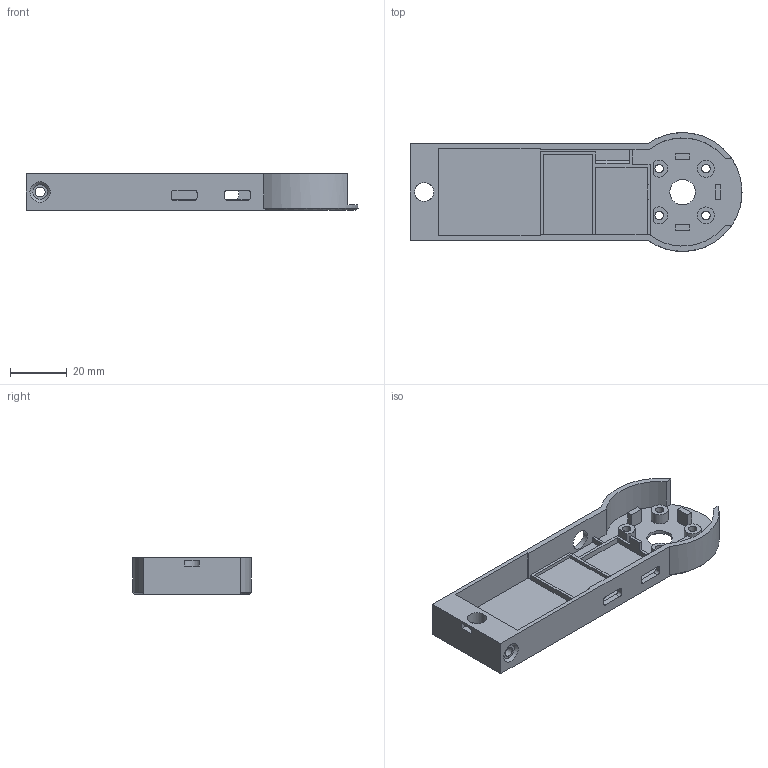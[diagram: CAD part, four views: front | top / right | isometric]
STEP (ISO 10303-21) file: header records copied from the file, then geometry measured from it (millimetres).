
FILE_DESCRIPTION(('FreeCAD Model'),'2;1');
FILE_NAME('Open CASCADE Shape Model','2025-01-17T08:02:22',('Author'),( ''),'Open CASCADE STEP processor 7.8','FreeCAD','Unknown');
FILE_SCHEMA(('AUTOMOTIVE_DESIGN { 1 0 10303 214 1 1 1 1 }'));
Length unit declared in the file: millimetre
Products named in the file (1): Body
Bounding box: 117.33 x 42 x 13 mm (x, y, z)
Volume: 15713.5 mm3; surface area: 15850.2 mm2
Topology: 1 solids, 1 shells, 107 faces, 283 edges, 189 vertices
Faces by surface type: plane 76, cylinder 26, cone 5
Full cylindrical faces by diameter (mm): 3 x4, 3.5 x2, 5.2 x2, 6 x2, 6.75 x1, 7.2 x1, 9 x1
Entity records: 3576 total; most frequent: CARTESIAN_POINT 786, ORIENTED_EDGE 566, DIRECTION 560, EDGE_CURVE 283, LINE 210, VECTOR 210, VERTEX_POINT 189, AXIS2_PLACEMENT_3D 175
